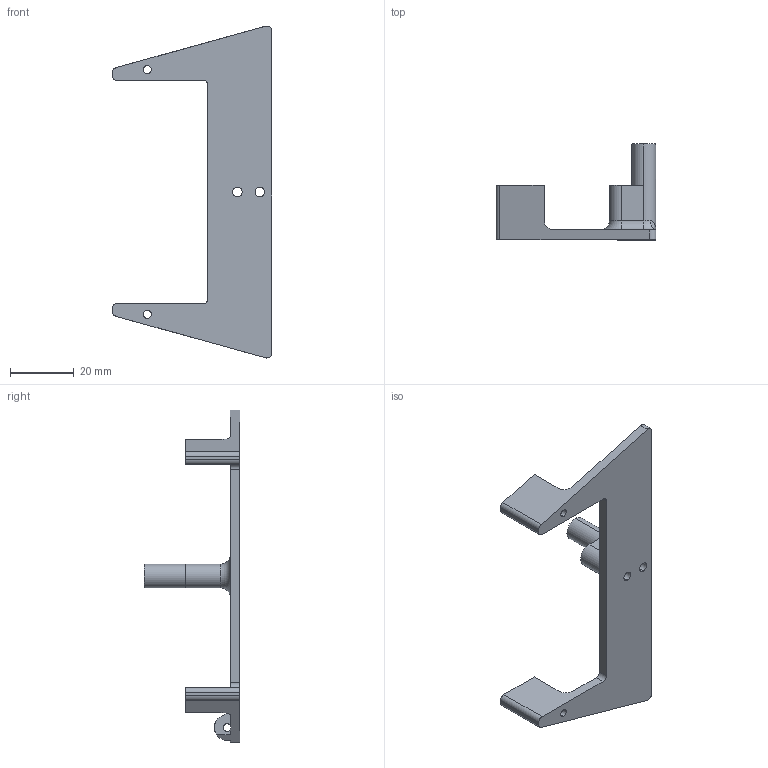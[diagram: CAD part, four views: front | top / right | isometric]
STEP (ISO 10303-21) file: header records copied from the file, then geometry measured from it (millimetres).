
FILE_DESCRIPTION (( 'STEP AP203' ), '1' );
FILE_NAME ('bracket bottom layer.STEP', '2015-03-06T23:45:16', ( 'Nick' ), ( '' ), 'SwSTEP 2.0', 'SolidWorks 2013', '' );
FILE_SCHEMA (( 'CONFIG_CONTROL_DESIGN' ));
Length unit declared in the file: millimetre
Products named in the file (1): bracket bottom layer
Bounding box: 50 x 30 x 104.05 mm (x, y, z)
Volume: 11556.5 mm3; surface area: 8708.3 mm2
Topology: 1 solids, 1 shells, 55 faces, 155 edges, 99 vertices
Faces by surface type: cylinder 28, plane 22, torus 3, bspline 2
Entity records: 1980 total; most frequent: CARTESIAN_POINT 441, DIRECTION 315, ORIENTED_EDGE 306, EDGE_CURVE 153, AXIS2_PLACEMENT_3D 115, VERTEX_POINT 99, VECTOR 85, LINE 85
